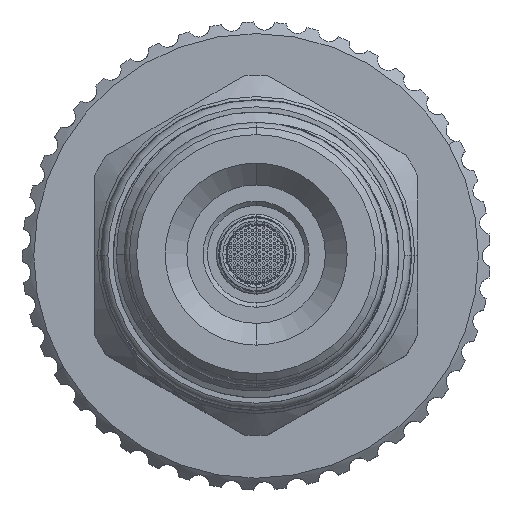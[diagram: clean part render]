
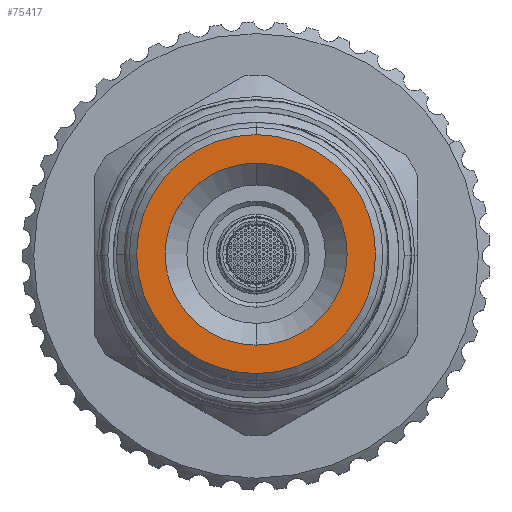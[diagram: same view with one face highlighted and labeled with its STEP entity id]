
A CAD part, top view. The second image highlights one B-rep face of the part: STEP entity #75417.
In plain terms, the highlighted planar face has unit normal (0, 0, 1).
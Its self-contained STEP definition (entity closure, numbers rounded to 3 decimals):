
#4711 = CARTESIAN_POINT ( 'NONE',  ( 0., 0., 45.202 ) ) ;
#4878 = ORIENTED_EDGE ( 'NONE', *, *, #7213, .T. ) ;
#4879 = EDGE_CURVE ( 'NONE', #69196, #10977, #90315, .T. ) ;
#7213 = EDGE_CURVE ( 'NONE', #68702, #71292, #94970, .T. ) ;
#10977 = VERTEX_POINT ( 'NONE', #20798 ) ;
#12666 = DIRECTION ( 'NONE',  ( 0., 1., 0. ) ) ;
#13269 = CARTESIAN_POINT ( 'NONE',  ( 0., -8.225, 45.202 ) ) ;
#16115 = AXIS2_PLACEMENT_3D ( 'NONE', #4711, #73865, #27610 ) ;
#16709 = CIRCLE ( 'NONE', #59995, 6.265 ) ;
#18554 = CARTESIAN_POINT ( 'NONE',  ( 0., 0., 45.202 ) ) ;
#19823 = CARTESIAN_POINT ( 'NONE',  ( 0., -6.265, 45.202 ) ) ;
#20059 = DIRECTION ( 'NONE',  ( 0., 0., 1. ) ) ;
#20798 = CARTESIAN_POINT ( 'NONE',  ( 0., 6.265, 45.202 ) ) ;
#22846 = AXIS2_PLACEMENT_3D ( 'NONE', #56766, #49632, #64217 ) ;
#24525 = ORIENTED_EDGE ( 'NONE', *, *, #4879, .F. ) ;
#27610 = DIRECTION ( 'NONE',  ( 0., -1., 0. ) ) ;
#31066 = EDGE_LOOP ( 'NONE', ( #81398, #4878 ) ) ;
#34246 = AXIS2_PLACEMENT_3D ( 'NONE', #18554, #79041, #95206 ) ;
#38240 = ORIENTED_EDGE ( 'NONE', *, *, #94926, .F. ) ;
#39108 = FACE_BOUND ( 'NONE', #73779, .T. ) ;
#41840 = PLANE ( 'NONE',  #34246 ) ;
#43405 = CARTESIAN_POINT ( 'NONE',  ( 0., 0., 45.202 ) ) ;
#49632 = DIRECTION ( 'NONE',  ( 0., 0., 1. ) ) ;
#53283 = AXIS2_PLACEMENT_3D ( 'NONE', #43405, #59620, #74136 ) ;
#56766 = CARTESIAN_POINT ( 'NONE',  ( 0., 0., 45.202 ) ) ;
#59620 = DIRECTION ( 'NONE',  ( 0., 0., 1. ) ) ;
#59647 = FACE_OUTER_BOUND ( 'NONE', #31066, .T. ) ;
#59995 = AXIS2_PLACEMENT_3D ( 'NONE', #96369, #20059, #12666 ) ;
#64217 = DIRECTION ( 'NONE',  ( 0., 1., 0. ) ) ;
#64577 = CARTESIAN_POINT ( 'NONE',  ( 0., 8.225, 45.202 ) ) ;
#68702 = VERTEX_POINT ( 'NONE', #64577 ) ;
#69196 = VERTEX_POINT ( 'NONE', #19823 ) ;
#69538 = CIRCLE ( 'NONE', #16115, 8.225 ) ;
#71292 = VERTEX_POINT ( 'NONE', #13269 ) ;
#72660 = EDGE_CURVE ( 'NONE', #71292, #68702, #69538, .T. ) ;
#73779 = EDGE_LOOP ( 'NONE', ( #38240, #24525 ) ) ;
#73865 = DIRECTION ( 'NONE',  ( 0., 0., 1. ) ) ;
#74136 = DIRECTION ( 'NONE',  ( 0., -1., 0. ) ) ;
#75417 = ADVANCED_FACE ( 'NONE', ( #59647, #39108 ), #41840, .F. ) ;
#79041 = DIRECTION ( 'NONE',  ( 0., 0., -1. ) ) ;
#81398 = ORIENTED_EDGE ( 'NONE', *, *, #72660, .T. ) ;
#90315 = CIRCLE ( 'NONE', #22846, 6.265 ) ;
#94926 = EDGE_CURVE ( 'NONE', #10977, #69196, #16709, .T. ) ;
#94970 = CIRCLE ( 'NONE', #53283, 8.225 ) ;
#95206 = DIRECTION ( 'NONE',  ( 0., -1., 0. ) ) ;
#96369 = CARTESIAN_POINT ( 'NONE',  ( 0., 0., 45.202 ) ) ;
